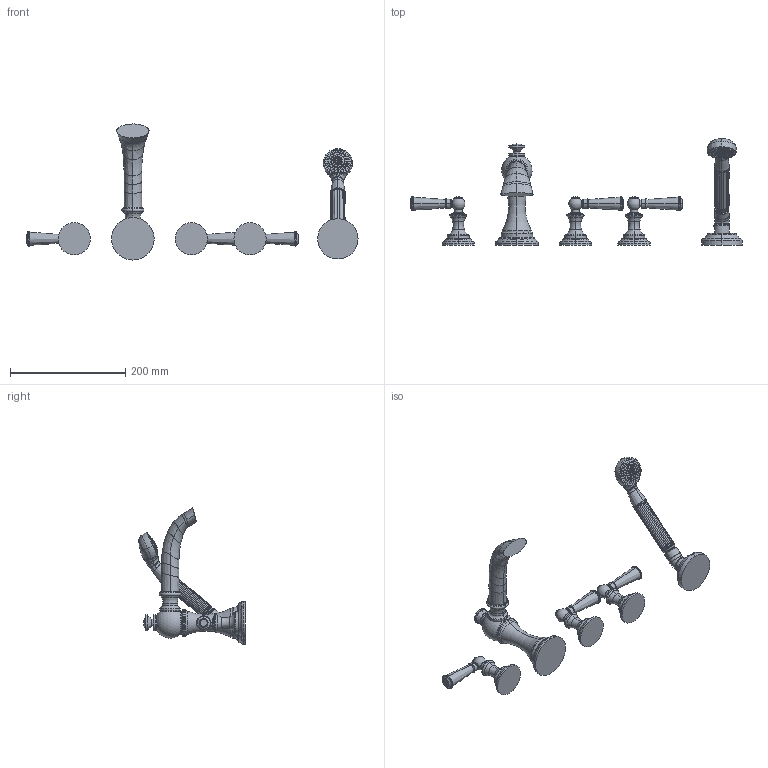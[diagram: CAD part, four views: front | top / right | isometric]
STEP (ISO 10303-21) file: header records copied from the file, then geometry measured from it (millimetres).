
FILE_DESCRIPTION((''),'2;1');
FILE_NAME('3-2457','2021-03-18T14:25:42',('jinson.thomas'),(''),'CREO PARAMETRIC BY PTC INC, 2018400','CREO PARAMETRIC BY PTC INC, 2018400','');
FILE_SCHEMA(('CONFIG_CONTROL_DESIGN'));
Length unit declared in the file: inch
Products named in the file (1): 3-2457
Bounding box: 575.95 x 184.55 x 236.16 mm (x, y, z)
Volume: 791826.6 mm3; surface area: 129283 mm2
Topology: 5 solids, 5 shells, 795 faces, 1831 edges, 1083 vertices
Faces by surface type: cylinder 231, torus 206, bspline 193, plane 77, cone 70, sphere 18
Entity records: 34178 total; most frequent: CARTESIAN_POINT 17725, ORIENTED_EDGE 3642, DIRECTION 3016, EDGE_CURVE 1821, AXIS2_PLACEMENT_3D 1360, VERTEX_POINT 1083, EDGE_LOOP 892, FACE_OUTER_BOUND 795
